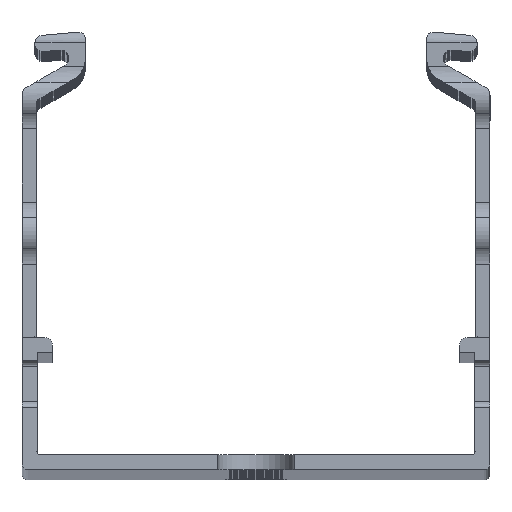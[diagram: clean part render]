
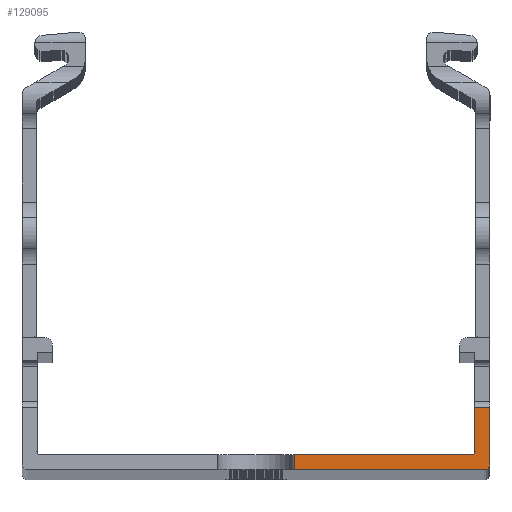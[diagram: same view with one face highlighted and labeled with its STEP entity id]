
A CAD part, top view. The second image highlights one B-rep face of the part: STEP entity #129095.
In plain terms, the highlighted planar face has unit normal (0, 0, 1).
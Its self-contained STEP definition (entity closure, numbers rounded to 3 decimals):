
#1869 = DIRECTION ( 'NONE',  ( -1., 0., 0. ) ) ;
#2063 = PLANE ( 'NONE',  #34930 ) ;
#3283 = DIRECTION ( 'NONE',  ( 1., 0., 0. ) ) ;
#3349 = AXIS2_PLACEMENT_3D ( 'NONE', #145653, #74385, #3283 ) ;
#5754 = VERTEX_POINT ( 'NONE', #140472 ) ;
#8578 = DIRECTION ( 'NONE',  ( 1., 0., 0. ) ) ;
#9050 = ORIENTED_EDGE ( 'NONE', *, *, #84683, .F. ) ;
#9167 = VECTOR ( 'NONE', #80600, 1000. ) ;
#10704 = CARTESIAN_POINT ( 'NONE',  ( 20., 5.3, 500. ) ) ;
#11438 = CARTESIAN_POINT ( 'NONE',  ( 18.7, 5.3, 500. ) ) ;
#13351 = CARTESIAN_POINT ( 'NONE',  ( 18.5, 5.3, 500. ) ) ;
#13778 = EDGE_CURVE ( 'NONE', #5754, #107499, #81227, .T. ) ;
#14183 = DIRECTION ( 'NONE',  ( 0., 1., 0. ) ) ;
#14630 = VERTEX_POINT ( 'NONE', #97063 ) ;
#19200 = VECTOR ( 'NONE', #14183, 1000. ) ;
#19803 = DIRECTION ( 'NONE',  ( -0.866, -0.5, 0. ) ) ;
#20847 = EDGE_CURVE ( 'NONE', #43724, #81701, #52358, .T. ) ;
#25432 = VECTOR ( 'NONE', #19803, 1000. ) ;
#31773 = CARTESIAN_POINT ( 'NONE',  ( 18.7, 1.5, 500. ) ) ;
#34374 = VERTEX_POINT ( 'NONE', #98167 ) ;
#34930 = AXIS2_PLACEMENT_3D ( 'NONE', #144423, #108513, #85129 ) ;
#36563 = CIRCLE ( 'NONE', #3349, 0.5 ) ;
#37000 = LINE ( 'NONE', #104528, #9167 ) ;
#39112 = ORIENTED_EDGE ( 'NONE', *, *, #61138, .F. ) ;
#42362 = ORIENTED_EDGE ( 'NONE', *, *, #76700, .F. ) ;
#43724 = VERTEX_POINT ( 'NONE', #10704 ) ;
#44870 = LINE ( 'NONE', #90118, #104254 ) ;
#46030 = VECTOR ( 'NONE', #8578, 1000. ) ;
#47027 = EDGE_LOOP ( 'NONE', ( #123169, #59405, #9050, #42362, #49822, #39112, #78210, #105034, #102020, #80934 ) ) ;
#48737 = CARTESIAN_POINT ( 'NONE',  ( 18.5, 1.5, 500. ) ) ;
#49822 = ORIENTED_EDGE ( 'NONE', *, *, #20847, .T. ) ;
#49999 = AXIS2_PLACEMENT_3D ( 'NONE', #48737, #131823, #60671 ) ;
#52358 = LINE ( 'NONE', #13351, #115474 ) ;
#55294 = EDGE_CURVE ( 'NONE', #146097, #136979, #65671, .T. ) ;
#57063 = LINE ( 'NONE', #31773, #25432 ) ;
#57923 = CARTESIAN_POINT ( 'NONE',  ( 18.8, 1.558, 500. ) ) ;
#59405 = ORIENTED_EDGE ( 'NONE', *, *, #13778, .T. ) ;
#60671 = DIRECTION ( 'NONE',  ( 1., 0., 0. ) ) ;
#61138 = EDGE_CURVE ( 'NONE', #146097, #81701, #86024, .T. ) ;
#65671 = LINE ( 'NONE', #57923, #86055 ) ;
#66262 = DIRECTION ( 'NONE',  ( 0., 1., 0. ) ) ;
#69833 = DIRECTION ( 'NONE',  ( 0.866, -0.5, 0. ) ) ;
#74385 = DIRECTION ( 'NONE',  ( 0., 0., -1. ) ) ;
#75452 = FACE_OUTER_BOUND ( 'NONE', #47027, .T. ) ;
#76700 = EDGE_CURVE ( 'NONE', #43724, #131760, #98280, .T. ) ;
#78169 = EDGE_CURVE ( 'NONE', #131124, #14630, #37000, .T. ) ;
#78210 = ORIENTED_EDGE ( 'NONE', *, *, #55294, .T. ) ;
#78745 = CARTESIAN_POINT ( 'NONE',  ( 20., 0.5, 500. ) ) ;
#79279 = CARTESIAN_POINT ( 'NONE',  ( 18.5, 1.3, 500. ) ) ;
#80285 = CARTESIAN_POINT ( 'NONE',  ( 19.5, 0., 500. ) ) ;
#80600 = DIRECTION ( 'NONE',  ( -1., 0., 0. ) ) ;
#80934 = ORIENTED_EDGE ( 'NONE', *, *, #78169, .T. ) ;
#81227 = LINE ( 'NONE', #91597, #46030 ) ;
#81701 = VERTEX_POINT ( 'NONE', #11438 ) ;
#84060 = EDGE_CURVE ( 'NONE', #131124, #34374, #135242, .T. ) ;
#84683 = EDGE_CURVE ( 'NONE', #131760, #107499, #36563, .T. ) ;
#85129 = DIRECTION ( 'NONE',  ( 1., 0., 0. ) ) ;
#86024 = LINE ( 'NONE', #97227, #19200 ) ;
#86055 = VECTOR ( 'NONE', #69833, 1000. ) ;
#88979 = EDGE_CURVE ( 'NONE', #5754, #14630, #44870, .T. ) ;
#90118 = CARTESIAN_POINT ( 'NONE',  ( 3.25, 31.352, 500. ) ) ;
#91597 = CARTESIAN_POINT ( 'NONE',  ( 0., 0., 500. ) ) ;
#97063 = CARTESIAN_POINT ( 'NONE',  ( 3.25, 1.3, 500. ) ) ;
#97227 = CARTESIAN_POINT ( 'NONE',  ( 18.7, 11.3, 500. ) ) ;
#98167 = CARTESIAN_POINT ( 'NONE',  ( 18.7, 1.5, 500. ) ) ;
#98280 = LINE ( 'NONE', #116765, #150366 ) ;
#102020 = ORIENTED_EDGE ( 'NONE', *, *, #84060, .F. ) ;
#104254 = VECTOR ( 'NONE', #66262, 1000. ) ;
#104528 = CARTESIAN_POINT ( 'NONE',  ( 0., 1.3, 500. ) ) ;
#105034 = ORIENTED_EDGE ( 'NONE', *, *, #124117, .T. ) ;
#107499 = VERTEX_POINT ( 'NONE', #80285 ) ;
#108513 = DIRECTION ( 'NONE',  ( 0., 0., 1. ) ) ;
#112338 = CARTESIAN_POINT ( 'NONE',  ( 18.7, 1.615, 500. ) ) ;
#115474 = VECTOR ( 'NONE', #1869, 1000. ) ;
#116765 = CARTESIAN_POINT ( 'NONE',  ( 20., 32.275, 500. ) ) ;
#123169 = ORIENTED_EDGE ( 'NONE', *, *, #88979, .F. ) ;
#124117 = EDGE_CURVE ( 'NONE', #136979, #34374, #57063, .T. ) ;
#128764 = DIRECTION ( 'NONE',  ( 0., -1., 0. ) ) ;
#129095 = ADVANCED_FACE ( 'NONE', ( #75452 ), #2063, .T. ) ;
#131124 = VERTEX_POINT ( 'NONE', #79279 ) ;
#131760 = VERTEX_POINT ( 'NONE', #78745 ) ;
#131823 = DIRECTION ( 'NONE',  ( 0., 0., 1. ) ) ;
#134629 = CARTESIAN_POINT ( 'NONE',  ( 18.8, 1.558, 500. ) ) ;
#135242 = CIRCLE ( 'NONE', #49999, 0.2 ) ;
#136979 = VERTEX_POINT ( 'NONE', #134629 ) ;
#140472 = CARTESIAN_POINT ( 'NONE',  ( 3.25, 0., 500. ) ) ;
#144423 = CARTESIAN_POINT ( 'NONE',  ( -18.5, 31.352, 500. ) ) ;
#145653 = CARTESIAN_POINT ( 'NONE',  ( 19.5, 0.5, 500. ) ) ;
#146097 = VERTEX_POINT ( 'NONE', #112338 ) ;
#150366 = VECTOR ( 'NONE', #128764, 1000. ) ;
